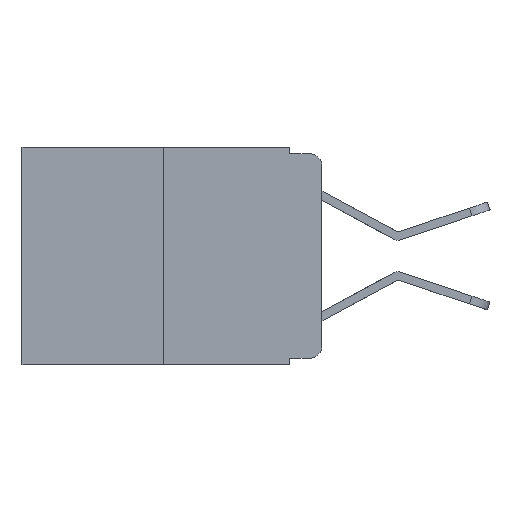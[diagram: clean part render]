
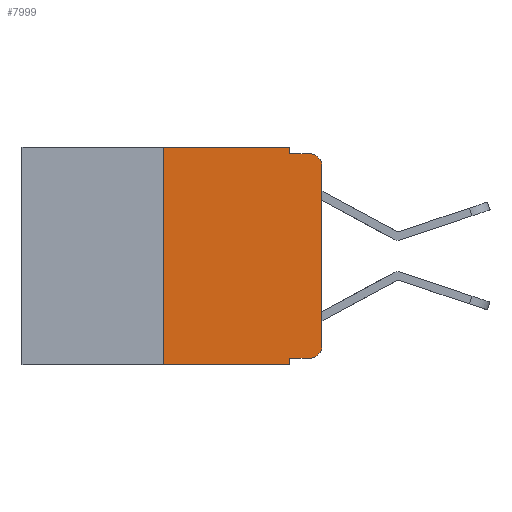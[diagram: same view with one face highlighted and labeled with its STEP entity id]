
A CAD part, left-side view. The second image highlights one B-rep face of the part: STEP entity #7999.
In plain terms, the highlighted planar face has unit normal (-1, 0, 0).
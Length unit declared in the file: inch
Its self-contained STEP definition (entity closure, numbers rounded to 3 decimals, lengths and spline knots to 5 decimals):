
#148 = LINE ( 'NONE', #9127, #17275 ) ;
#161 = EDGE_CURVE ( 'NONE', #11407, #7275, #1969, .T. ) ;
#360 = CARTESIAN_POINT ( 'NONE',  ( 0., 0.473, 0. ) ) ;
#558 = DIRECTION ( 'NONE',  ( 0., 0., -1. ) ) ;
#941 = DIRECTION ( 'NONE',  ( 0., -1., 0. ) ) ;
#1251 = CARTESIAN_POINT ( 'NONE',  ( 0., 0., -0.313 ) ) ;
#1278 = DIRECTION ( 'NONE',  ( 0., -1., 0. ) ) ;
#1579 = AXIS2_PLACEMENT_3D ( 'NONE', #360, #18009, #558 ) ;
#1666 = FACE_OUTER_BOUND ( 'NONE', #8896, .T. ) ;
#1751 = VERTEX_POINT ( 'NONE', #1251 ) ;
#1969 = LINE ( 'NONE', #18872, #3870 ) ;
#2052 = VECTOR ( 'NONE', #18214, 39.37008 ) ;
#2083 = EDGE_CURVE ( 'NONE', #18640, #5268, #4936, .T. ) ;
#2123 = CARTESIAN_POINT ( 'NONE',  ( 0., 0.051, -0.343 ) ) ;
#2176 = VECTOR ( 'NONE', #9390, 39.37008 ) ;
#2563 = AXIS2_PLACEMENT_3D ( 'NONE', #12897, #4099, #11239 ) ;
#2866 = DIRECTION ( 'NONE',  ( 0., 0., -1. ) ) ;
#2938 = ORIENTED_EDGE ( 'NONE', *, *, #5568, .T. ) ;
#3408 = PLANE ( 'NONE',  #1579 ) ;
#3511 = EDGE_CURVE ( 'NONE', #11407, #9047, #4214, .T. ) ;
#3568 = EDGE_CURVE ( 'NONE', #18640, #9047, #15490, .T. ) ;
#3584 = CARTESIAN_POINT ( 'NONE',  ( 0., 0.25, -0.343 ) ) ;
#3586 = ORIENTED_EDGE ( 'NONE', *, *, #2083, .T. ) ;
#3867 = VECTOR ( 'NONE', #941, 39.37008 ) ;
#3870 = VECTOR ( 'NONE', #13114, 39.37008 ) ;
#4099 = DIRECTION ( 'NONE',  ( -1., 0., 0. ) ) ;
#4214 = LINE ( 'NONE', #7645, #16178 ) ;
#4330 = AXIS2_PLACEMENT_3D ( 'NONE', #14739, #10193, #2866 ) ;
#4936 = LINE ( 'NONE', #10280, #7472 ) ;
#5268 = VERTEX_POINT ( 'NONE', #12423 ) ;
#5354 = VECTOR ( 'NONE', #12577, 39.37008 ) ;
#5568 = EDGE_CURVE ( 'NONE', #5268, #1751, #11011, .T. ) ;
#5607 = VERTEX_POINT ( 'NONE', #8534 ) ;
#6281 = EDGE_CURVE ( 'NONE', #14936, #11324, #18127, .T. ) ;
#6529 = ORIENTED_EDGE ( 'NONE', *, *, #6935, .T. ) ;
#6935 = EDGE_CURVE ( 'NONE', #5607, #11324, #16714, .T. ) ;
#7084 = EDGE_CURVE ( 'NONE', #1751, #5607, #10958, .T. ) ;
#7194 = CARTESIAN_POINT ( 'NONE',  ( 0., 0.051, -0.01 ) ) ;
#7275 = VERTEX_POINT ( 'NONE', #14224 ) ;
#7472 = VECTOR ( 'NONE', #1278, 39.37008 ) ;
#7645 = CARTESIAN_POINT ( 'NONE',  ( 0., 0.473, -0.343 ) ) ;
#7999 = ADVANCED_FACE ( 'NONE', ( #1666 ), #3408, .F. ) ;
#8032 = CARTESIAN_POINT ( 'NONE',  ( 0., 0.051, 0. ) ) ;
#8385 = CARTESIAN_POINT ( 'NONE',  ( 0., 0.051, -0.01 ) ) ;
#8534 = CARTESIAN_POINT ( 'NONE',  ( 0., 0., -0.03 ) ) ;
#8896 = EDGE_LOOP ( 'NONE', ( #16346, #6529, #16854, #15070, #13741, #18383, #15638, #13441, #3586, #2938 ) ) ;
#9047 = VERTEX_POINT ( 'NONE', #2123 ) ;
#9127 = CARTESIAN_POINT ( 'NONE',  ( 0., 0.051, 0. ) ) ;
#9390 = DIRECTION ( 'NONE',  ( 0., 0., 1. ) ) ;
#9718 = CARTESIAN_POINT ( 'NONE',  ( 0., 0.051, 0. ) ) ;
#10193 = DIRECTION ( 'NONE',  ( -1., 0., 0. ) ) ;
#10268 = EDGE_CURVE ( 'NONE', #12133, #14936, #148, .T. ) ;
#10280 = CARTESIAN_POINT ( 'NONE',  ( 0., 0.051, -0.333 ) ) ;
#10958 = LINE ( 'NONE', #13935, #2176 ) ;
#11011 = CIRCLE ( 'NONE', #2563, 0.02 ) ;
#11239 = DIRECTION ( 'NONE',  ( 0., 0., -1. ) ) ;
#11324 = VERTEX_POINT ( 'NONE', #12205 ) ;
#11407 = VERTEX_POINT ( 'NONE', #3584 ) ;
#12083 = DIRECTION ( 'NONE',  ( 0., 0., -1. ) ) ;
#12133 = VERTEX_POINT ( 'NONE', #9718 ) ;
#12205 = CARTESIAN_POINT ( 'NONE',  ( 0., 0.02, -0.01 ) ) ;
#12423 = CARTESIAN_POINT ( 'NONE',  ( 0., 0.02, -0.333 ) ) ;
#12577 = DIRECTION ( 'NONE',  ( 0., 0., -1. ) ) ;
#12897 = CARTESIAN_POINT ( 'NONE',  ( 0., 0.02, -0.313 ) ) ;
#13114 = DIRECTION ( 'NONE',  ( 0., 0., 1. ) ) ;
#13441 = ORIENTED_EDGE ( 'NONE', *, *, #3568, .F. ) ;
#13741 = ORIENTED_EDGE ( 'NONE', *, *, #18886, .F. ) ;
#13935 = CARTESIAN_POINT ( 'NONE',  ( 0., 0., 0. ) ) ;
#14224 = CARTESIAN_POINT ( 'NONE',  ( 0., 0.25, 0. ) ) ;
#14414 = CARTESIAN_POINT ( 'NONE',  ( 0., 0.051, -0.333 ) ) ;
#14739 = CARTESIAN_POINT ( 'NONE',  ( 0., 0.02, -0.03 ) ) ;
#14936 = VERTEX_POINT ( 'NONE', #7194 ) ;
#15070 = ORIENTED_EDGE ( 'NONE', *, *, #10268, .F. ) ;
#15490 = LINE ( 'NONE', #8032, #5354 ) ;
#15638 = ORIENTED_EDGE ( 'NONE', *, *, #3511, .T. ) ;
#15895 = LINE ( 'NONE', #18272, #2052 ) ;
#16178 = VECTOR ( 'NONE', #18194, 39.37008 ) ;
#16346 = ORIENTED_EDGE ( 'NONE', *, *, #7084, .T. ) ;
#16714 = CIRCLE ( 'NONE', #4330, 0.02 ) ;
#16854 = ORIENTED_EDGE ( 'NONE', *, *, #6281, .F. ) ;
#17275 = VECTOR ( 'NONE', #12083, 39.37008 ) ;
#18009 = DIRECTION ( 'NONE',  ( 1., 0., 0. ) ) ;
#18127 = LINE ( 'NONE', #8385, #3867 ) ;
#18194 = DIRECTION ( 'NONE',  ( 0., -1., 0. ) ) ;
#18214 = DIRECTION ( 'NONE',  ( 0., -1., 0. ) ) ;
#18272 = CARTESIAN_POINT ( 'NONE',  ( 0., 0.473, 0. ) ) ;
#18383 = ORIENTED_EDGE ( 'NONE', *, *, #161, .F. ) ;
#18640 = VERTEX_POINT ( 'NONE', #14414 ) ;
#18872 = CARTESIAN_POINT ( 'NONE',  ( 0., 0.25, 0. ) ) ;
#18886 = EDGE_CURVE ( 'NONE', #7275, #12133, #15895, .T. ) ;
